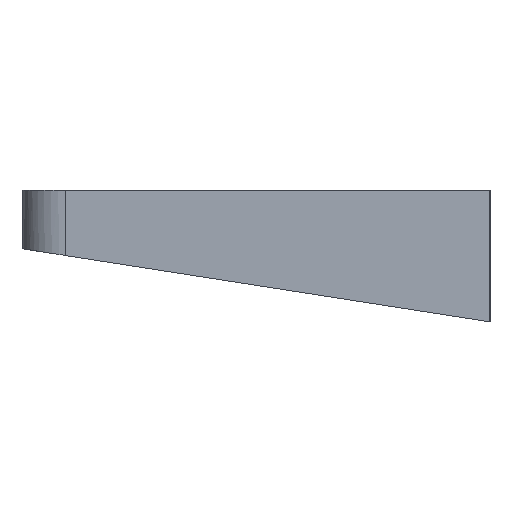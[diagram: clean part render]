
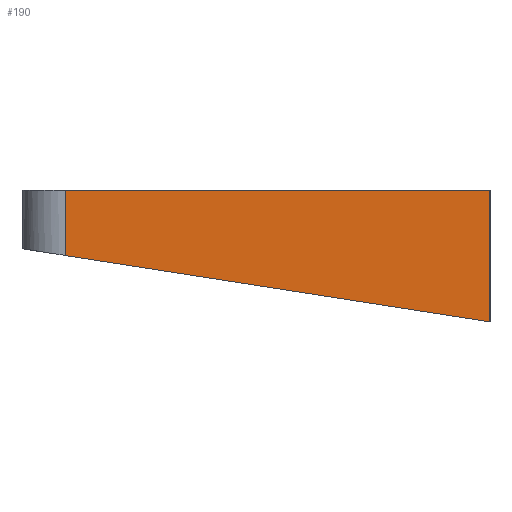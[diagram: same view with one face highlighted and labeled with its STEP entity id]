
A CAD part, left-side view. The second image highlights one B-rep face of the part: STEP entity #190.
In plain terms, the highlighted planar face has unit normal (-1, 0, 0).
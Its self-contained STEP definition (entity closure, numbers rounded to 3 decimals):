
#4 = DIRECTION ( 'NONE',  ( 0., 0., 1. ) ) ;
#20 = LINE ( 'NONE', #361, #576 ) ;
#28 = EDGE_LOOP ( 'NONE', ( #338, #449, #302, #194 ) ) ;
#37 = DIRECTION ( 'NONE',  ( 1., 0., 0. ) ) ;
#57 = CARTESIAN_POINT ( 'NONE',  ( -90., 0., -4.5 ) ) ;
#61 = VECTOR ( 'NONE', #4, 1000. ) ;
#78 = VERTEX_POINT ( 'NONE', #441 ) ;
#87 = EDGE_CURVE ( 'NONE', #110, #554, #669, .T. ) ;
#110 = VERTEX_POINT ( 'NONE', #706 ) ;
#138 = FACE_OUTER_BOUND ( 'NONE', #28, .T. ) ;
#190 = ADVANCED_FACE ( 'NONE', ( #138 ), #318, .F. ) ;
#194 = ORIENTED_EDGE ( 'NONE', *, *, #514, .T. ) ;
#200 = VECTOR ( 'NONE', #436, 1000. ) ;
#210 = EDGE_CURVE ( 'NONE', #78, #110, #607, .T. ) ;
#228 = EDGE_CURVE ( 'NONE', #452, #78, #20, .T. ) ;
#302 = ORIENTED_EDGE ( 'NONE', *, *, #87, .T. ) ;
#318 = PLANE ( 'NONE',  #528 ) ;
#338 = ORIENTED_EDGE ( 'NONE', *, *, #228, .T. ) ;
#361 = CARTESIAN_POINT ( 'NONE',  ( -90., 0., 4.5 ) ) ;
#371 = DIRECTION ( 'NONE',  ( 0., 0., -1. ) ) ;
#375 = DIRECTION ( 'NONE',  ( 0., 1., 0. ) ) ;
#380 = CARTESIAN_POINT ( 'NONE',  ( -90., 32., 0.5 ) ) ;
#396 = CARTESIAN_POINT ( 'NONE',  ( -90., 0., -4.5 ) ) ;
#436 = DIRECTION ( 'NONE',  ( 0., -0.988, -0.154 ) ) ;
#441 = CARTESIAN_POINT ( 'NONE',  ( -90., 29., 4.5 ) ) ;
#449 = ORIENTED_EDGE ( 'NONE', *, *, #210, .T. ) ;
#452 = VERTEX_POINT ( 'NONE', #677 ) ;
#456 = VECTOR ( 'NONE', #500, 1000. ) ;
#500 = DIRECTION ( 'NONE',  ( 0., 0., -1. ) ) ;
#514 = EDGE_CURVE ( 'NONE', #554, #452, #569, .T. ) ;
#528 = AXIS2_PLACEMENT_3D ( 'NONE', #710, #37, #371 ) ;
#554 = VERTEX_POINT ( 'NONE', #396 ) ;
#569 = LINE ( 'NONE', #57, #61 ) ;
#576 = VECTOR ( 'NONE', #375, 1000. ) ;
#607 = LINE ( 'NONE', #671, #456 ) ;
#669 = LINE ( 'NONE', #380, #200 ) ;
#671 = CARTESIAN_POINT ( 'NONE',  ( -90., 29., 0.5 ) ) ;
#677 = CARTESIAN_POINT ( 'NONE',  ( -90., 0., 4.5 ) ) ;
#706 = CARTESIAN_POINT ( 'NONE',  ( -90., 29., 0.031 ) ) ;
#710 = CARTESIAN_POINT ( 'NONE',  ( -90., 0., 0. ) ) ;
